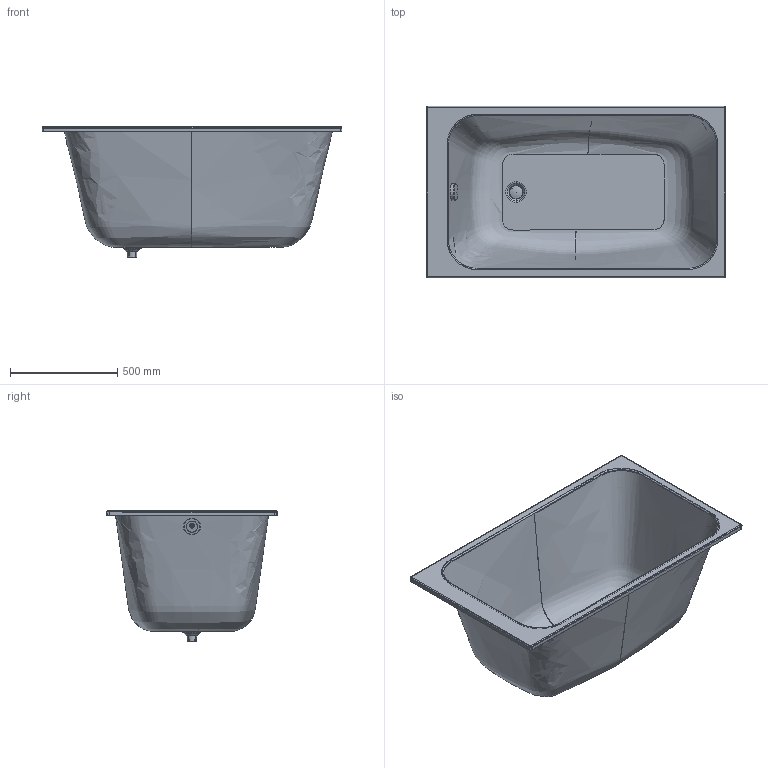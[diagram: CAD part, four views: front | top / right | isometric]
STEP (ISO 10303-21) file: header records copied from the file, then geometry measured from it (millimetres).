
FILE_DESCRIPTION((''),'2;1');
FILE_NAME('700233.stp','2011-05-26T11:02:28',('Administrator'),(''),'Autodesk Inventor 2011','Autodesk Inventor 2011','');
FILE_SCHEMA(('AUTOMOTIVE_DESIGN { 1 0 10303 214 1 1 1 1 }'));
Length unit declared in the file: millimetre
Products named in the file (5): 700233; Kelch; Stopfen; Verschluss_Ueberlauf
Assembly tree (4 placements, depth 2):
  700233
    700233
    Kelch
    Stopfen
    Verschluss_Ueberlauf
Bounding box: 1400 x 800.02 x 609.96 mm (x, y, z)
Volume: 58960.4 mm3; surface area: 5166104.6 mm2
Topology: 3 solids, 65 shells, 103 faces, 481 edges, 443 vertices
Faces by surface type: cylinder 30, plane 29, bspline 22, torus 12, cone 6, sphere 4
Full cylindrical faces by diameter (mm): 15 x1, 42 x1, 44 x1, 60 x1, 74 x1, 79.999 x1
Entity records: 43899 total; most frequent: CARTESIAN_POINT 39924, DIRECTION 673, ORIENTED_EDGE 537, EDGE_CURVE 459, VERTEX_POINT 439, AXIS2_PLACEMENT_3D 269, CIRCLE 169, B_SPLINE_CURVE_WITH_KNOTS 145
